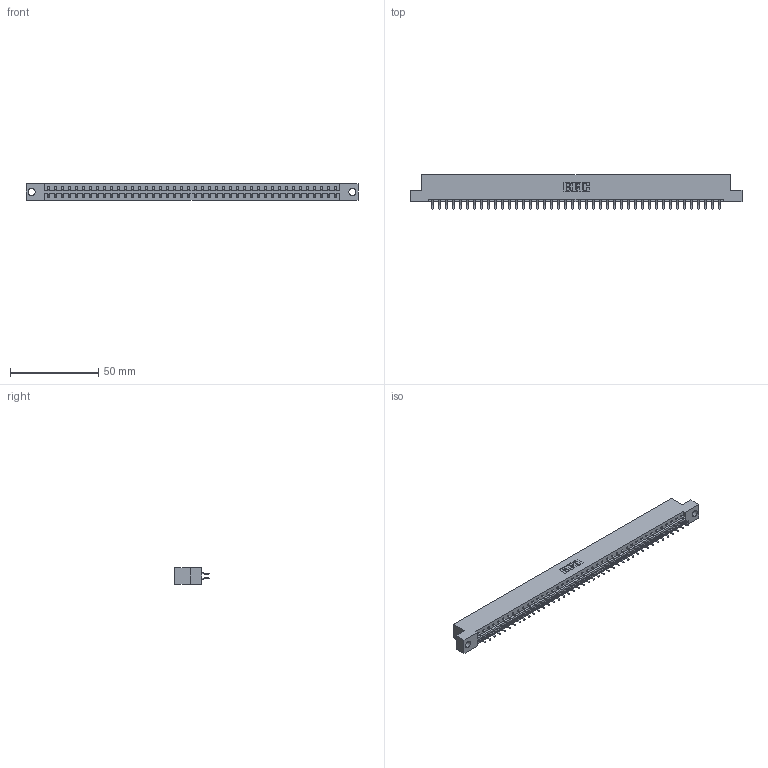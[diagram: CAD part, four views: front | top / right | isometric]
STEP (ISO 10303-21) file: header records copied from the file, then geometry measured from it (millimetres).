
FILE_DESCRIPTION (( 'STEP AP203' ), '1' );
FILE_NAME ('833-084-556-204.STEP', '2020-06-06T02:04:08', ( '' ), ( '' ), 'SwSTEP 2.0', 'SolidWorks 2020', '' );
FILE_SCHEMA (( 'CONFIG_CONTROL_DESIGN' ));
Length unit declared in the file: inch
Products named in the file (3): 345-292-001_556 Tail; 833 Part_Flush - .156 Dia - TH; 833-084-556-204
Assembly tree (85 placements, depth 2):
  833-084-556-204
    833 Part_Flush - .156 Dia - TH
    345-292-001_556 Tail  x84
Bounding box: 187.96 x 19.57 x 9.4 mm (x, y, z)
Volume: 19098.5 mm3; surface area: 22295.7 mm2
Topology: 85 solids, 85 shells, 4986 faces, 14843 edges, 9782 vertices
Faces by surface type: plane 3430, cylinder 1556
Entity records: 27243 total; most frequent: CARTESIAN_POINT 4530, ORIENTED_EDGE 4454, DIRECTION 3859, EDGE_CURVE 2227, VECTOR 2091, LINE 2091, VERTEX_POINT 1482, AXIS2_PLACEMENT_3D 884
